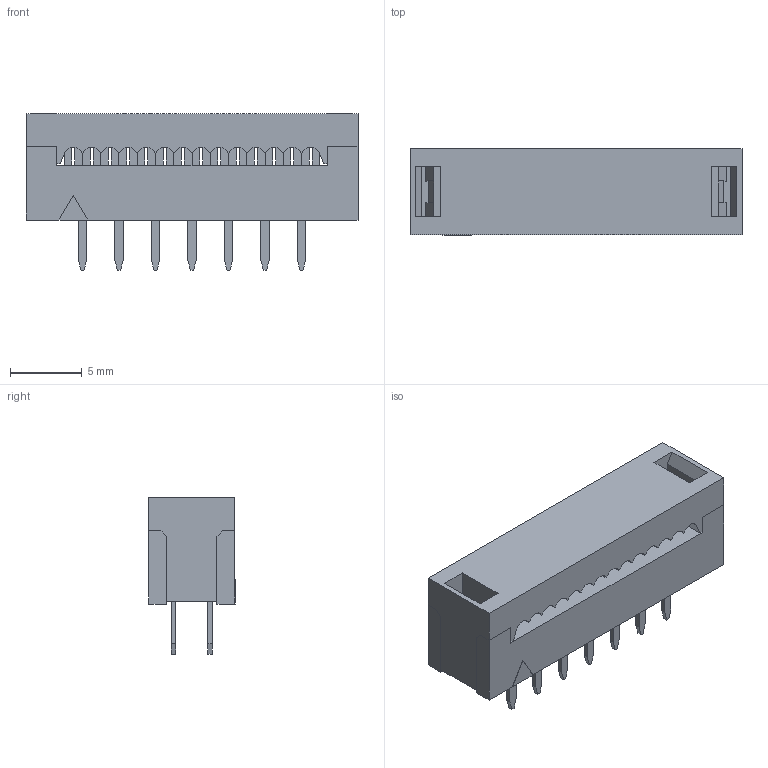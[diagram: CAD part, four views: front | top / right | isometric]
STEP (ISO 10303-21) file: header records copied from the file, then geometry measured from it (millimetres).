
FILE_DESCRIPTION(('STEP AP214'), '1');
FILE_NAME('DS1018-106B', '2016-10-13T18:26:25', ('Nobody'), (''), 'ASCON STEP Converter 1.3', 'ASCON Math Kernel', '');
FILE_SCHEMA(('AUTOMOTIVE_DESIGN { 1 0 10303 214 3 1 1}'));
Length unit declared in the file: millimetre
Bounding box: 23.1 x 6.03 x 10.9 mm (x, y, z)
Volume: 845.1 mm3; surface area: 1535.6 mm2
Topology: 16 solids, 16 shells, 475 faces, 1313 edges, 868 vertices
Faces by surface type: plane 447, cylinder 28
Entity records: 18803 total; most frequent: CARTESIAN_POINT 2657, ORIENTED_EDGE 2626, DIRECTION 2335, EDGE_CURVE 1313, LINE 1243, VECTOR 1243, VERTEX_POINT 868, AXIS2_PLACEMENT_3D 546
